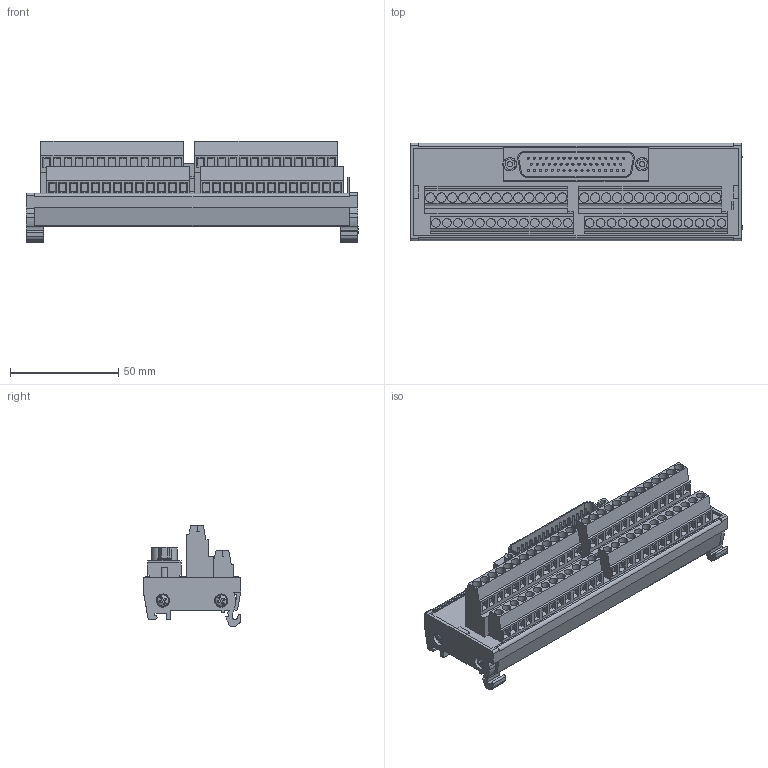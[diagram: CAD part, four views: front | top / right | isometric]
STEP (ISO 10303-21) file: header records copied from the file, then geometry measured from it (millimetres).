
FILE_DESCRIPTION(('CATIA V5R22 STEP214','CAx-IF Rec.Pracs.--- Model Styling and Organization---1.4--- 2014-01-23'),'2;1');
FILE_NAME ('031927-3_0', '2023-09-26T12:56:00+00:00', ('Weidmueller Interface'), ('Weidmueller'), 'CATIA Version 5-6 Release 2016 SP3 HF44', 'CATIA V5 STEP AP214', 'none');
FILE_SCHEMA(('AUTOMOTIVE_DESIGN { 1 0 10303 214 1 1 1 1 }'));
Length unit declared in the file: millimetre
Products named in the file (1): 3D_8155670000
Bounding box: 153.5 x 45 x 46.7 mm (x, y, z)
Volume: 94669.3 mm3; surface area: 71996.2 mm2
Topology: 1 solids, 6 shells, 1293 faces, 3332 edges, 2209 vertices
Faces by surface type: plane 881, cylinder 396, torus 8, sphere 8
Entity records: 42886 total; most frequent: CARTESIAN_POINT 10529, ORIENTED_EDGE 6664, DIRECTION 5591, EDGE_CURVE 3332, VECTOR 2331, LINE 2331, VERTEX_POINT 2209, AXIS2_PLACEMENT_3D 1968
